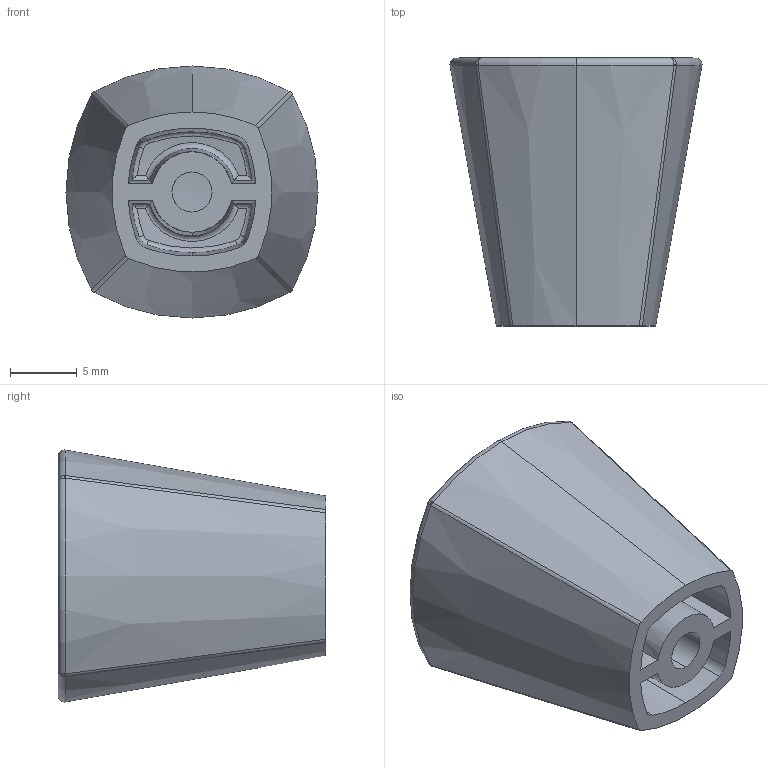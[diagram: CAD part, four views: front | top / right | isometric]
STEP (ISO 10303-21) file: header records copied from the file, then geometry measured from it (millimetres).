
FILE_DESCRIPTION (( 'STEP AP214' ), '1' );
FILE_NAME ('Pux. Self.STEP', '2018-05-15T20:23:26', ( '' ), ( '' ), 'SwSTEP 2.0', 'SolidWorks 2017', '' );
FILE_SCHEMA (( 'AUTOMOTIVE_DESIGN' ));
Length unit declared in the file: millimetre
Products named in the file (1): Pux. Self
Bounding box: 18.81 x 20 x 18.81 mm (x, y, z)
Volume: 2965.8 mm3; surface area: 2373.2 mm2
Topology: 1 solids, 1 shells, 80 faces, 197 edges, 115 vertices
Faces by surface type: bspline 44, cone 15, sphere 8, plane 6, torus 5, cylinder 2
Entity records: 4360 total; most frequent: CARTESIAN_POINT 2838, ORIENTED_EDGE 378, DIRECTION 211, EDGE_CURVE 189, B_SPLINE_CURVE_WITH_KNOTS 116, VERTEX_POINT 115, AXIS2_PLACEMENT_3D 101, EDGE_LOOP 84
